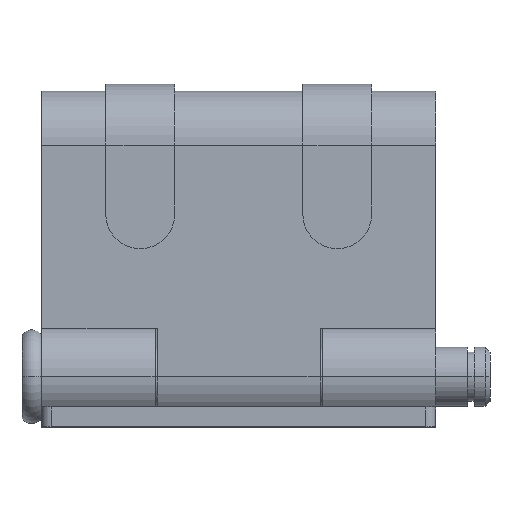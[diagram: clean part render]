
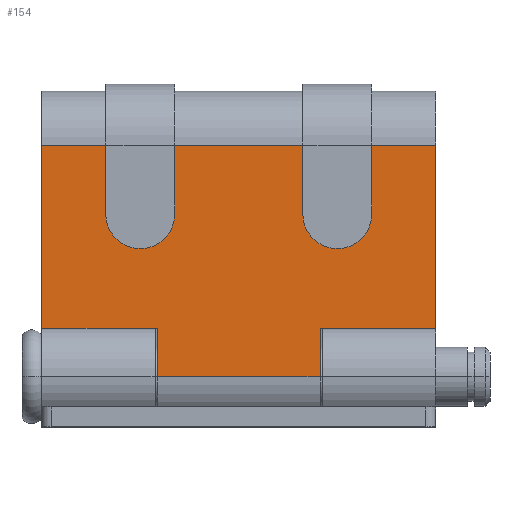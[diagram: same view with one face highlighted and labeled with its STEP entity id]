
A CAD part, top view. The second image highlights one B-rep face of the part: STEP entity #154.
In plain terms, the highlighted planar face has unit normal (0, 0, 1).
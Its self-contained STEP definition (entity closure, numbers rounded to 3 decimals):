
#135 = EDGE_CURVE ( 'NONE', #221, #166, #1164, .T. ) ;
#136 = VERTEX_POINT ( 'NONE', #1160 ) ;
#138 = VERTEX_POINT ( 'NONE', #1154 ) ;
#140 = EDGE_CURVE ( 'NONE', #162, #138, #1153, .T. ) ;
#145 = VERTEX_POINT ( 'NONE', #1138 ) ;
#147 = EDGE_CURVE ( 'NONE', #148, #145, #1202, .T. ) ;
#148 = VERTEX_POINT ( 'NONE', #1198 ) ;
#154 = ADVANCED_FACE ( 'NONE', ( #1197 ), #1191, .F. ) ;
#155 = EDGE_LOOP ( 'NONE', ( #156, #160, #216, #219, #222, #194, #197, #200, #203, #205, #206, #182, #185, #188, #190, #191, #255, #258 ) ) ;
#156 = ORIENTED_EDGE ( 'NONE', *, *, #157, .F. ) ;
#157 = EDGE_CURVE ( 'NONE', #158, #159, #1186, .T. ) ;
#158 = VERTEX_POINT ( 'NONE', #1182 ) ;
#159 = VERTEX_POINT ( 'NONE', #1181 ) ;
#160 = ORIENTED_EDGE ( 'NONE', *, *, #161, .F. ) ;
#161 = EDGE_CURVE ( 'NONE', #136, #158, #1180, .T. ) ;
#162 = VERTEX_POINT ( 'NONE', #1176 ) ;
#166 = VERTEX_POINT ( 'NONE', #1169 ) ;
#180 = EDGE_CURVE ( 'NONE', #145, #181, #1263, .T. ) ;
#181 = VERTEX_POINT ( 'NONE', #1259 ) ;
#182 = ORIENTED_EDGE ( 'NONE', *, *, #183, .T. ) ;
#183 = EDGE_CURVE ( 'NONE', #181, #184, #1258, .T. ) ;
#184 = VERTEX_POINT ( 'NONE', #1253 ) ;
#185 = ORIENTED_EDGE ( 'NONE', *, *, #186, .T. ) ;
#186 = EDGE_CURVE ( 'NONE', #184, #187, #1252, .T. ) ;
#187 = VERTEX_POINT ( 'NONE', #1247 ) ;
#188 = ORIENTED_EDGE ( 'NONE', *, *, #189, .F. ) ;
#189 = EDGE_CURVE ( 'NONE', #162, #187, #1246, .T. ) ;
#190 = ORIENTED_EDGE ( 'NONE', *, *, #140, .T. ) ;
#191 = ORIENTED_EDGE ( 'NONE', *, *, #192, .T. ) ;
#192 = EDGE_CURVE ( 'NONE', #138, #193, #1242, .T. ) ;
#193 = VERTEX_POINT ( 'NONE', #1238 ) ;
#194 = ORIENTED_EDGE ( 'NONE', *, *, #195, .T. ) ;
#195 = EDGE_CURVE ( 'NONE', #166, #196, #1237, .T. ) ;
#196 = VERTEX_POINT ( 'NONE', #1233 ) ;
#197 = ORIENTED_EDGE ( 'NONE', *, *, #198, .T. ) ;
#198 = EDGE_CURVE ( 'NONE', #196, #199, #980, .T. ) ;
#199 = VERTEX_POINT ( 'NONE', #1415 ) ;
#200 = ORIENTED_EDGE ( 'NONE', *, *, #201, .T. ) ;
#201 = EDGE_CURVE ( 'NONE', #199, #202, #1414, .T. ) ;
#202 = VERTEX_POINT ( 'NONE', #1409 ) ;
#203 = ORIENTED_EDGE ( 'NONE', *, *, #204, .F. ) ;
#204 = EDGE_CURVE ( 'NONE', #148, #202, #1408, .T. ) ;
#205 = ORIENTED_EDGE ( 'NONE', *, *, #147, .T. ) ;
#206 = ORIENTED_EDGE ( 'NONE', *, *, #180, .T. ) ;
#216 = ORIENTED_EDGE ( 'NONE', *, *, #217, .F. ) ;
#217 = EDGE_CURVE ( 'NONE', #218, #136, #1444, .T. ) ;
#218 = VERTEX_POINT ( 'NONE', #1440 ) ;
#219 = ORIENTED_EDGE ( 'NONE', *, *, #220, .F. ) ;
#220 = EDGE_CURVE ( 'NONE', #221, #218, #1439, .T. ) ;
#221 = VERTEX_POINT ( 'NONE', #1435 ) ;
#222 = ORIENTED_EDGE ( 'NONE', *, *, #135, .T. ) ;
#255 = ORIENTED_EDGE ( 'NONE', *, *, #256, .F. ) ;
#256 = EDGE_CURVE ( 'NONE', #257, #193, #1500, .T. ) ;
#257 = VERTEX_POINT ( 'NONE', #1496 ) ;
#258 = ORIENTED_EDGE ( 'NONE', *, *, #259, .F. ) ;
#259 = EDGE_CURVE ( 'NONE', #159, #257, #1495, .T. ) ;
#976 = DIRECTION ( 'NONE',  ( 0., 1., 0. ) ) ;
#977 = DIRECTION ( 'NONE',  ( 0., 0., -1. ) ) ;
#978 = CARTESIAN_POINT ( 'NONE',  ( 10., 16.496, 5.1 ) ) ;
#979 = AXIS2_PLACEMENT_3D ( 'NONE', #978, #977, #976 ) ;
#980 = CIRCLE ( 'NONE', #979, 3.5 ) ;
#1138 = CARTESIAN_POINT ( 'NONE',  ( -6.5, 23.497, 5.1 ) ) ;
#1150 = DIRECTION ( 'NONE',  ( -1., 0., 0. ) ) ;
#1151 = VECTOR ( 'NONE', #1150, 1000. ) ;
#1152 = CARTESIAN_POINT ( 'NONE',  ( 20., 23.497, 5.1 ) ) ;
#1153 = LINE ( 'NONE', #1152, #1151 ) ;
#1154 = CARTESIAN_POINT ( 'NONE',  ( -20., 23.497, 5.1 ) ) ;
#1160 = CARTESIAN_POINT ( 'NONE',  ( 8.25, 4.9, 5.1 ) ) ;
#1161 = DIRECTION ( 'NONE',  ( -1., 0., 0. ) ) ;
#1162 = VECTOR ( 'NONE', #1161, 1000. ) ;
#1163 = CARTESIAN_POINT ( 'NONE',  ( 20., 23.497, 5.1 ) ) ;
#1164 = LINE ( 'NONE', #1163, #1162 ) ;
#1169 = CARTESIAN_POINT ( 'NONE',  ( 13.5, 23.497, 5.1 ) ) ;
#1176 = CARTESIAN_POINT ( 'NONE',  ( -13.5, 23.497, 5.1 ) ) ;
#1177 = DIRECTION ( 'NONE',  ( 0., -1., 0. ) ) ;
#1178 = VECTOR ( 'NONE', #1177, 1000. ) ;
#1179 = CARTESIAN_POINT ( 'NONE',  ( 8.25, -5.1, 5.1 ) ) ;
#1180 = LINE ( 'NONE', #1179, #1178 ) ;
#1181 = CARTESIAN_POINT ( 'NONE',  ( -8.25, 0., 5.1 ) ) ;
#1182 = CARTESIAN_POINT ( 'NONE',  ( 8.25, 0., 5.1 ) ) ;
#1183 = DIRECTION ( 'NONE',  ( -1., 0., 0. ) ) ;
#1184 = VECTOR ( 'NONE', #1183, 1000. ) ;
#1185 = CARTESIAN_POINT ( 'NONE',  ( 20., 0., 5.1 ) ) ;
#1186 = LINE ( 'NONE', #1185, #1184 ) ;
#1187 = DIRECTION ( 'NONE',  ( 0., 1., 0. ) ) ;
#1188 = DIRECTION ( 'NONE',  ( 0., 0., -1. ) ) ;
#1189 = CARTESIAN_POINT ( 'NONE',  ( 20., 23.497, 5.1 ) ) ;
#1190 = AXIS2_PLACEMENT_3D ( 'NONE', #1189, #1188, #1187 ) ;
#1191 = PLANE ( 'NONE',  #1190 ) ;
#1197 = FACE_OUTER_BOUND ( 'NONE', #155, .T. ) ;
#1198 = CARTESIAN_POINT ( 'NONE',  ( 6.5, 23.497, 5.1 ) ) ;
#1199 = DIRECTION ( 'NONE',  ( -1., 0., 0. ) ) ;
#1200 = VECTOR ( 'NONE', #1199, 1000. ) ;
#1201 = CARTESIAN_POINT ( 'NONE',  ( 20., 23.497, 5.1 ) ) ;
#1202 = LINE ( 'NONE', #1201, #1200 ) ;
#1233 = CARTESIAN_POINT ( 'NONE',  ( 13.5, 16.496, 5.1 ) ) ;
#1234 = DIRECTION ( 'NONE',  ( 0., -1., 0. ) ) ;
#1235 = VECTOR ( 'NONE', #1234, 1000. ) ;
#1236 = CARTESIAN_POINT ( 'NONE',  ( 13.5, 23.497, 5.1 ) ) ;
#1237 = LINE ( 'NONE', #1236, #1235 ) ;
#1238 = CARTESIAN_POINT ( 'NONE',  ( -20., 4.9, 5.1 ) ) ;
#1239 = DIRECTION ( 'NONE',  ( 0., -1., 0. ) ) ;
#1240 = VECTOR ( 'NONE', #1239, 1000. ) ;
#1241 = CARTESIAN_POINT ( 'NONE',  ( -20., 23.497, 5.1 ) ) ;
#1242 = LINE ( 'NONE', #1241, #1240 ) ;
#1243 = DIRECTION ( 'NONE',  ( 0., -1., 0. ) ) ;
#1244 = VECTOR ( 'NONE', #1243, 1000. ) ;
#1245 = CARTESIAN_POINT ( 'NONE',  ( -13.5, 23.497, 5.1 ) ) ;
#1246 = LINE ( 'NONE', #1245, #1244 ) ;
#1247 = CARTESIAN_POINT ( 'NONE',  ( -13.5, 16.496, 5.1 ) ) ;
#1248 = DIRECTION ( 'NONE',  ( 0., 1., 0. ) ) ;
#1249 = DIRECTION ( 'NONE',  ( 0., 0., -1. ) ) ;
#1250 = CARTESIAN_POINT ( 'NONE',  ( -10., 16.496, 5.1 ) ) ;
#1251 = AXIS2_PLACEMENT_3D ( 'NONE', #1250, #1249, #1248 ) ;
#1252 = CIRCLE ( 'NONE', #1251, 3.5 ) ;
#1253 = CARTESIAN_POINT ( 'NONE',  ( -10., 12.996, 5.1 ) ) ;
#1254 = DIRECTION ( 'NONE',  ( 0., 1., 0. ) ) ;
#1255 = DIRECTION ( 'NONE',  ( 0., 0., -1. ) ) ;
#1256 = CARTESIAN_POINT ( 'NONE',  ( -10., 16.496, 5.1 ) ) ;
#1257 = AXIS2_PLACEMENT_3D ( 'NONE', #1256, #1255, #1254 ) ;
#1258 = CIRCLE ( 'NONE', #1257, 3.5 ) ;
#1259 = CARTESIAN_POINT ( 'NONE',  ( -6.5, 16.496, 5.1 ) ) ;
#1260 = DIRECTION ( 'NONE',  ( 0., -1., 0. ) ) ;
#1261 = VECTOR ( 'NONE', #1260, 1000. ) ;
#1262 = CARTESIAN_POINT ( 'NONE',  ( -6.5, 23.497, 5.1 ) ) ;
#1263 = LINE ( 'NONE', #1262, #1261 ) ;
#1405 = DIRECTION ( 'NONE',  ( 0., -1., 0. ) ) ;
#1406 = VECTOR ( 'NONE', #1405, 1000. ) ;
#1407 = CARTESIAN_POINT ( 'NONE',  ( 6.5, 23.497, 5.1 ) ) ;
#1408 = LINE ( 'NONE', #1407, #1406 ) ;
#1409 = CARTESIAN_POINT ( 'NONE',  ( 6.5, 16.496, 5.1 ) ) ;
#1410 = DIRECTION ( 'NONE',  ( 0., 1., 0. ) ) ;
#1411 = DIRECTION ( 'NONE',  ( 0., 0., -1. ) ) ;
#1412 = CARTESIAN_POINT ( 'NONE',  ( 10., 16.496, 5.1 ) ) ;
#1413 = AXIS2_PLACEMENT_3D ( 'NONE', #1412, #1411, #1410 ) ;
#1414 = CIRCLE ( 'NONE', #1413, 3.5 ) ;
#1415 = CARTESIAN_POINT ( 'NONE',  ( 10., 12.996, 5.1 ) ) ;
#1435 = CARTESIAN_POINT ( 'NONE',  ( 20., 23.497, 5.1 ) ) ;
#1436 = DIRECTION ( 'NONE',  ( 0., -1., 0. ) ) ;
#1437 = VECTOR ( 'NONE', #1436, 1000. ) ;
#1438 = CARTESIAN_POINT ( 'NONE',  ( 20., 23.497, 5.1 ) ) ;
#1439 = LINE ( 'NONE', #1438, #1437 ) ;
#1440 = CARTESIAN_POINT ( 'NONE',  ( 20., 4.9, 5.1 ) ) ;
#1441 = DIRECTION ( 'NONE',  ( -1., 0., 0. ) ) ;
#1442 = VECTOR ( 'NONE', #1441, 1000. ) ;
#1443 = CARTESIAN_POINT ( 'NONE',  ( 8.25, 4.9, 5.1 ) ) ;
#1444 = LINE ( 'NONE', #1443, #1442 ) ;
#1492 = DIRECTION ( 'NONE',  ( 0., 1., 0. ) ) ;
#1493 = VECTOR ( 'NONE', #1492, 1000. ) ;
#1494 = CARTESIAN_POINT ( 'NONE',  ( -8.25, -5.1, 5.1 ) ) ;
#1495 = LINE ( 'NONE', #1494, #1493 ) ;
#1496 = CARTESIAN_POINT ( 'NONE',  ( -8.25, 4.9, 5.1 ) ) ;
#1497 = DIRECTION ( 'NONE',  ( -1., 0., 0. ) ) ;
#1498 = VECTOR ( 'NONE', #1497, 1000. ) ;
#1499 = CARTESIAN_POINT ( 'NONE',  ( -20., 4.9, 5.1 ) ) ;
#1500 = LINE ( 'NONE', #1499, #1498 ) ;
